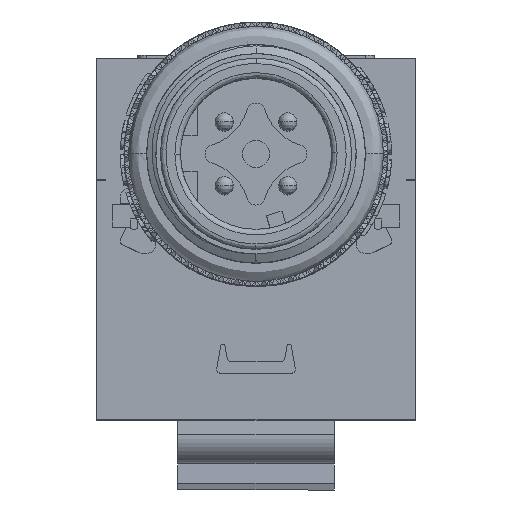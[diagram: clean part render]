
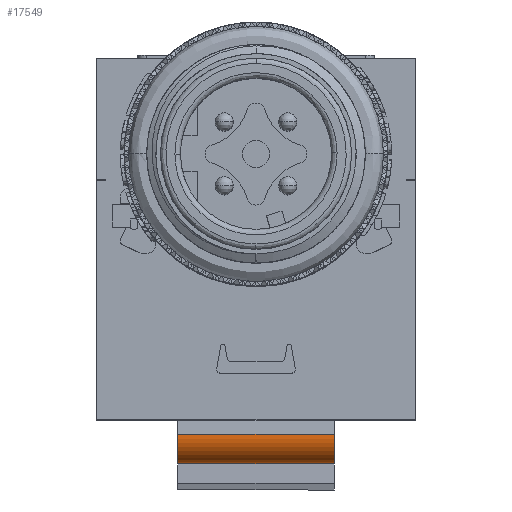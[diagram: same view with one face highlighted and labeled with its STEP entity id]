
A CAD part, top view. The second image highlights one B-rep face of the part: STEP entity #17549.
In plain terms, the highlighted cylindrical face has radius 1.5 mm (diameter 3 mm), a partial arc.
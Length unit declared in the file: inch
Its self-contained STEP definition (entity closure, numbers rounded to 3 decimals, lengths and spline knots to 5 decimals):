
#137 = CARTESIAN_POINT ( 'NONE',  ( -0.16929, -0.47104, 0.43678 ) ) ;
#993 = EDGE_CURVE ( 'NONE', #43933, #131171, #145125, .T. ) ;
#10560 = CARTESIAN_POINT ( 'NONE',  ( 0.17717, -0.47104, 0.43678 ) ) ;
#13424 = VECTOR ( 'NONE', #109328, 39.37008 ) ;
#16795 = CARTESIAN_POINT ( 'NONE',  ( 0.16929, -0.47104, 0.43678 ) ) ;
#17430 = AXIS2_PLACEMENT_3D ( 'NONE', #87225, #86438, #24577 ) ;
#17549 = ADVANCED_FACE ( 'NONE', ( #48404 ), #109514, .T. ) ;
#22528 = ORIENTED_EDGE ( 'NONE', *, *, #993, .T. ) ;
#22580 = DIRECTION ( 'NONE',  ( 0., 0., -1. ) ) ;
#24577 = DIRECTION ( 'NONE',  ( 0., 0., 1. ) ) ;
#25874 = AXIS2_PLACEMENT_3D ( 'NONE', #107826, #73598, #132421 ) ;
#38058 = AXIS2_PLACEMENT_3D ( 'NONE', #130600, #145578, #22580 ) ;
#43933 = VERTEX_POINT ( 'NONE', #92585 ) ;
#47832 = VERTEX_POINT ( 'NONE', #16795 ) ;
#48404 = FACE_OUTER_BOUND ( 'NONE', #74593, .T. ) ;
#49466 = VECTOR ( 'NONE', #108216, 39.37008 ) ;
#57470 = LINE ( 'NONE', #10560, #49466 ) ;
#70482 = CARTESIAN_POINT ( 'NONE',  ( 0.17717, -0.41221, 0.50098 ) ) ;
#73598 = DIRECTION ( 'NONE',  ( 1., 0., 0. ) ) ;
#74593 = EDGE_LOOP ( 'NONE', ( #89372, #101132, #22528, #85507 ) ) ;
#83927 = LINE ( 'NONE', #70482, #13424 ) ;
#85041 = EDGE_CURVE ( 'NONE', #47832, #131171, #57470, .T. ) ;
#85507 = ORIENTED_EDGE ( 'NONE', *, *, #85041, .F. ) ;
#86438 = DIRECTION ( 'NONE',  ( -1., 0., 0. ) ) ;
#87225 = CARTESIAN_POINT ( 'NONE',  ( 0.17717, -0.41221, 0.44193 ) ) ;
#89372 = ORIENTED_EDGE ( 'NONE', *, *, #111096, .F. ) ;
#90615 = EDGE_CURVE ( 'NONE', #138018, #43933, #83927, .T. ) ;
#92585 = CARTESIAN_POINT ( 'NONE',  ( -0.16929, -0.41221, 0.50098 ) ) ;
#101132 = ORIENTED_EDGE ( 'NONE', *, *, #90615, .T. ) ;
#107826 = CARTESIAN_POINT ( 'NONE',  ( -0.16929, -0.41221, 0.44193 ) ) ;
#108216 = DIRECTION ( 'NONE',  ( -1., 0., 0. ) ) ;
#109328 = DIRECTION ( 'NONE',  ( -1., 0., 0. ) ) ;
#109514 = CYLINDRICAL_SURFACE ( 'NONE', #17430, 0.05906 ) ;
#111096 = EDGE_CURVE ( 'NONE', #138018, #47832, #139555, .T. ) ;
#111677 = CARTESIAN_POINT ( 'NONE',  ( 0.16929, -0.41221, 0.50098 ) ) ;
#130600 = CARTESIAN_POINT ( 'NONE',  ( 0.16929, -0.41221, 0.44193 ) ) ;
#131171 = VERTEX_POINT ( 'NONE', #137 ) ;
#132421 = DIRECTION ( 'NONE',  ( 0., 0., -1. ) ) ;
#138018 = VERTEX_POINT ( 'NONE', #111677 ) ;
#139555 = CIRCLE ( 'NONE', #38058, 0.05906 ) ;
#145125 = CIRCLE ( 'NONE', #25874, 0.05906 ) ;
#145578 = DIRECTION ( 'NONE',  ( 1., 0., 0. ) ) ;
